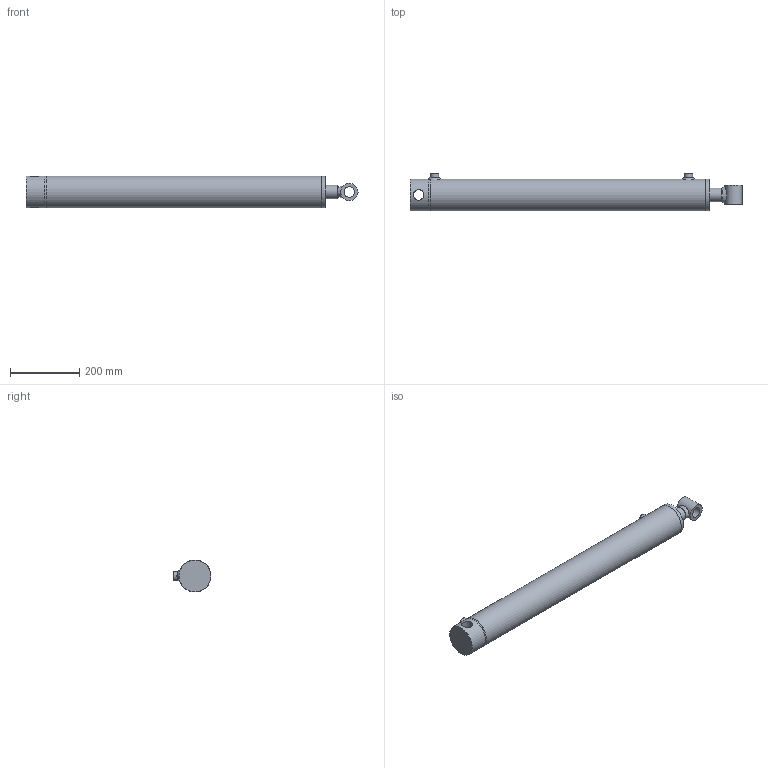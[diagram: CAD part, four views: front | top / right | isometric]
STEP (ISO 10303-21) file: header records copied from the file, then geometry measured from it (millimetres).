
FILE_DESCRIPTION(/* description */ (''),/* implementation_level */ '2;1');
FILE_NAME(/* name */ 'CY0800400700B30G30-1.stp',/* time_stamp */ '2022-07-14T10:44:41+02:00',/* author */ ('msn'),/* organization */ (''),/* preprocessor_version */ 'ST-DEVELOPER v19.2',/* originating_system */ 'Autodesk Inventor 2023',/* authorisation */ '');
FILE_SCHEMA (('AUTOMOTIVE_DESIGN { 1 0 10303 214 3 1 1 }'));
Length unit declared in the file: millimetre
Products named in the file (9): CY0800400700B30G30-1; CY0800400700B30G30-1_1; NBBSF30050055; NBFF08009030; NBPF00803020; NBT009208050; Rør; STOK; bødsning
Assembly tree (9 placements, depth 2):
  CY0800400700B30G30-1
    CY0800400700B30G30-1_1
    bødsning  x2
    NBBSF30050055
    NBFF08009030
    NBPF00803020
    NBT009208050
    Rør
    STOK
Bounding box: 960 x 109.05 x 92 mm (x, y, z)
Volume: 3110754 mm3; surface area: 675668.9 mm2
Topology: 11 solids, 11 shells, 109 faces, 223 edges, 149 vertices
Faces by surface type: cylinder 49, plane 39, cone 18, bspline 3
Full cylindrical faces by diameter (mm): 6 x2, 6.917 x2, 14.95 x2, 20.95 x2, 25 x4, 26.211 x1, 30 x1, 30.25 x2, 33 x2, 40 x5, 42 x1, 45 x1, 47 x1, 50 x1, 65 x1, 70 x1, 72 x2, 80 x7, 83 x1, 85 x2, 92 x3
Entity records: 5096 total; most frequent: CARTESIAN_POINT 2547, DIRECTION 490, ORIENTED_EDGE 418, AXIS2_PLACEMENT_3D 213, EDGE_CURVE 209, EDGE_LOOP 141, VERTEX_POINT 140, FACE_OUTER_BOUND 101
